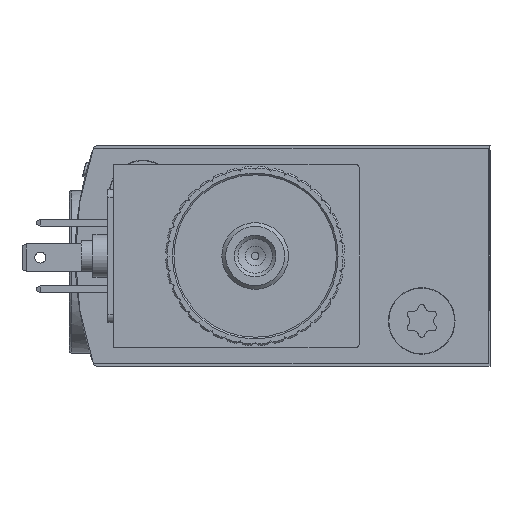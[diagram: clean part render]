
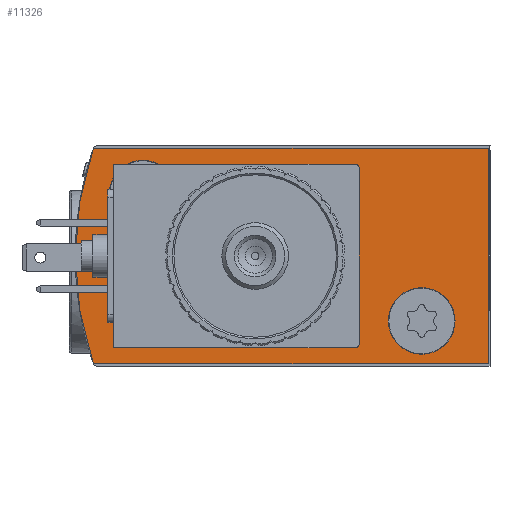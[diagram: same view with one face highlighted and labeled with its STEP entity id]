
A CAD part, left-side view. The second image highlights one B-rep face of the part: STEP entity #11326.
In plain terms, the highlighted planar face has unit normal (-1, 0, 0).
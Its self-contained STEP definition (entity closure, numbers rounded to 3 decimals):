
#838=LINE('',#19658,#1816);
#841=LINE('',#19664,#1819);
#852=LINE('',#19713,#1830);
#1816=VECTOR('',#16140,1000.);
#1819=VECTOR('',#16145,1000.);
#1830=VECTOR('',#16192,1000.);
#3548=ORIENTED_EDGE('',*,*,#6291,.F.);
#3549=ORIENTED_EDGE('',*,*,#6292,.T.);
#3550=ORIENTED_EDGE('',*,*,#6293,.T.);
#3551=ORIENTED_EDGE('',*,*,#6250,.F.);
#3552=ORIENTED_EDGE('',*,*,#6184,.F.);
#3553=ORIENTED_EDGE('',*,*,#6287,.F.);
#3554=ORIENTED_EDGE('',*,*,#6284,.F.);
#3555=ORIENTED_EDGE('',*,*,#6256,.F.);
#3556=ORIENTED_EDGE('',*,*,#6253,.F.);
#6184=EDGE_CURVE('',#7663,#7664,#8603,.T.);
#6250=EDGE_CURVE('',#7664,#7723,#8640,.T.);
#6253=EDGE_CURVE('',#7723,#7725,#838,.T.);
#6256=EDGE_CURVE('',#7725,#7727,#841,.T.);
#6284=EDGE_CURVE('',#7727,#7747,#852,.T.);
#6287=EDGE_CURVE('',#7747,#7663,#8659,.T.);
#6291=EDGE_CURVE('',#7751,#7751,#8663,.F.);
#6292=EDGE_CURVE('',#7752,#7752,#8664,.T.);
#6293=EDGE_CURVE('',#7753,#7753,#8665,.T.);
#7663=VERTEX_POINT('',#19515);
#7664=VERTEX_POINT('',#19516);
#7723=VERTEX_POINT('',#19653);
#7725=VERTEX_POINT('',#19659);
#7727=VERTEX_POINT('',#19665);
#7747=VERTEX_POINT('',#19714);
#7751=VERTEX_POINT('',#19728);
#7752=VERTEX_POINT('',#19730);
#7753=VERTEX_POINT('',#19732);
#8603=CIRCLE('',#14093,39.5);
#8640=CIRCLE('',#14142,0.2);
#8659=CIRCLE('',#14165,0.2);
#8663=CIRCLE('',#14171,5.);
#8664=CIRCLE('',#14172,4.);
#8665=CIRCLE('',#14173,4.);
#9263=EDGE_LOOP('',(#3548));
#9264=EDGE_LOOP('',(#3549));
#9265=EDGE_LOOP('',(#3550));
#9266=EDGE_LOOP('',(#3551,#3552,#3553,#3554,#3555,#3556));
#10144=FACE_BOUND('',#9263,.T.);
#10145=FACE_BOUND('',#9264,.T.);
#10146=FACE_BOUND('',#9265,.T.);
#10147=FACE_BOUND('',#9266,.T.);
#10870=PLANE('',#14170);
#11326=ADVANCED_FACE('',(#10144,#10145,#10146,#10147),#10870,.F.);
#14093=AXIS2_PLACEMENT_3D('',#19514,#16006,#16007);
#14142=AXIS2_PLACEMENT_3D('',#19652,#16133,#16134);
#14165=AXIS2_PLACEMENT_3D('',#19719,#16197,#16198);
#14170=AXIS2_PLACEMENT_3D('',#19726,#16207,#16208);
#14171=AXIS2_PLACEMENT_3D('',#19727,#16209,#16210);
#14172=AXIS2_PLACEMENT_3D('',#19729,#16211,#16212);
#14173=AXIS2_PLACEMENT_3D('',#19731,#16213,#16214);
#16006=DIRECTION('',(1.,0.,0.));
#16007=DIRECTION('',(0.,0.,-1.));
#16133=DIRECTION('',(1.,0.,0.));
#16134=DIRECTION('',(0.,0.,-1.));
#16140=DIRECTION('',(0.,-1.,0.));
#16145=DIRECTION('',(0.,0.,-1.));
#16192=DIRECTION('',(0.,1.,0.));
#16197=DIRECTION('',(1.,0.,0.));
#16198=DIRECTION('',(0.,0.,-1.));
#16207=DIRECTION('',(1.,0.,0.));
#16208=DIRECTION('',(0.,0.,-1.));
#16209=DIRECTION('',(1.,0.,0.));
#16210=DIRECTION('',(0.,0.,-1.));
#16211=DIRECTION('',(1.,0.,0.));
#16212=DIRECTION('',(0.,0.,-1.));
#16213=DIRECTION('',(1.,0.,0.));
#16214=DIRECTION('',(0.,0.,-1.));
#19514=CARTESIAN_POINT('',(0.,10.3,0.));
#19515=CARTESIAN_POINT('',(0.,47.663,-12.815));
#19516=CARTESIAN_POINT('',(0.,47.663,12.815));
#19652=CARTESIAN_POINT('',(0.,47.474,12.75));
#19653=CARTESIAN_POINT('',(0.,47.474,12.95));
#19658=CARTESIAN_POINT('',(0.,47.474,12.95));
#19659=CARTESIAN_POINT('',(0.,0.2,12.95));
#19664=CARTESIAN_POINT('',(0.,0.2,12.95));
#19665=CARTESIAN_POINT('',(0.,0.2,-12.95));
#19713=CARTESIAN_POINT('',(0.,0.2,-12.95));
#19714=CARTESIAN_POINT('',(0.,47.474,-12.95));
#19719=CARTESIAN_POINT('',(0.,47.474,-12.75));
#19726=CARTESIAN_POINT('',(0.,47.474,12.75));
#19727=CARTESIAN_POINT('',(0.,28.2,0.));
#19728=CARTESIAN_POINT('',(0.,28.2,-5.));
#19729=CARTESIAN_POINT('',(0.,41.7,7.5));
#19730=CARTESIAN_POINT('',(0.,41.7,3.5));
#19731=CARTESIAN_POINT('',(0.,8.2,-7.8));
#19732=CARTESIAN_POINT('',(0.,8.2,-11.8));
